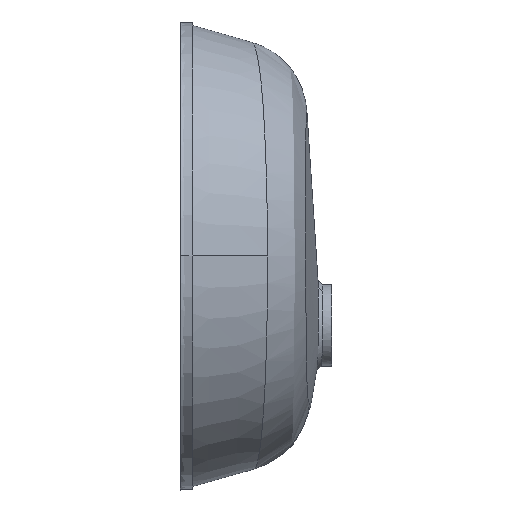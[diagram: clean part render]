
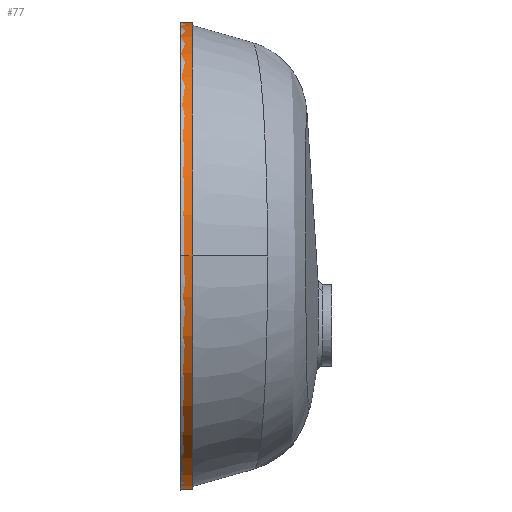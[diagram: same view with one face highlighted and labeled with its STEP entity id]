
A CAD part, left-side view. The second image highlights one B-rep face of the part: STEP entity #77.
In plain terms, the highlighted cylindrical face has radius 185 mm (diameter 370 mm), a partial arc.
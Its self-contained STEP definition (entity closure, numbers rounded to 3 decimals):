
#77 = ADVANCED_FACE ( 'NONE', ( #11181 ), #10834, .T. ) ;
#196 = CARTESIAN_POINT ( 'NONE',  ( -125., -10., 0. ) ) ;
#1123 = DIRECTION ( 'NONE',  ( 0., 1., 0. ) ) ;
#1147 = ORIENTED_EDGE ( 'NONE', *, *, #8789, .F. ) ;
#1368 = AXIS2_PLACEMENT_3D ( 'NONE', #7553, #1123, #8637 ) ;
#1514 = EDGE_CURVE ( 'NONE', #8611, #9670, #7291, .T. ) ;
#1757 = AXIS2_PLACEMENT_3D ( 'NONE', #196, #3435, #11974 ) ;
#1766 = CARTESIAN_POINT ( 'NONE',  ( -125., -10., 185. ) ) ;
#1810 = ORIENTED_EDGE ( 'NONE', *, *, #7713, .T. ) ;
#1896 = DIRECTION ( 'NONE',  ( 0., 0., 1. ) ) ;
#2020 = CARTESIAN_POINT ( 'NONE',  ( -125., -10., 185. ) ) ;
#2128 = DIRECTION ( 'NONE',  ( 0., 1., 0. ) ) ;
#2295 = VECTOR ( 'NONE', #3055, 1000. ) ;
#2419 = EDGE_CURVE ( 'NONE', #8611, #8488, #12341, .T. ) ;
#3055 = DIRECTION ( 'NONE',  ( 0., 1., 0. ) ) ;
#3276 = ORIENTED_EDGE ( 'NONE', *, *, #2419, .F. ) ;
#3435 = DIRECTION ( 'NONE',  ( 0., 1., 0. ) ) ;
#3816 = VERTEX_POINT ( 'NONE', #8997 ) ;
#4112 = VECTOR ( 'NONE', #2128, 1000. ) ;
#6372 = CARTESIAN_POINT ( 'NONE',  ( -125., -10., 0. ) ) ;
#7291 = CIRCLE ( 'NONE', #12127, 185. ) ;
#7318 = LINE ( 'NONE', #2020, #2295 ) ;
#7553 = CARTESIAN_POINT ( 'NONE',  ( -125., 0., 0. ) ) ;
#7713 = EDGE_CURVE ( 'NONE', #9670, #3816, #7318, .T. ) ;
#8190 = EDGE_LOOP ( 'NONE', ( #1147, #3276, #9349, #1810 ) ) ;
#8488 = VERTEX_POINT ( 'NONE', #10845 ) ;
#8611 = VERTEX_POINT ( 'NONE', #13882 ) ;
#8637 = DIRECTION ( 'NONE',  ( 0., 0., 1. ) ) ;
#8789 = EDGE_CURVE ( 'NONE', #8488, #3816, #11033, .T. ) ;
#8997 = CARTESIAN_POINT ( 'NONE',  ( -125., 0., 185. ) ) ;
#9349 = ORIENTED_EDGE ( 'NONE', *, *, #1514, .T. ) ;
#9670 = VERTEX_POINT ( 'NONE', #1766 ) ;
#10834 = CYLINDRICAL_SURFACE ( 'NONE', #1757, 185. ) ;
#10845 = CARTESIAN_POINT ( 'NONE',  ( -125., 0., -185. ) ) ;
#11033 = CIRCLE ( 'NONE', #1368, 185. ) ;
#11181 = FACE_OUTER_BOUND ( 'NONE', #8190, .T. ) ;
#11974 = DIRECTION ( 'NONE',  ( 0., 0., 1. ) ) ;
#12127 = AXIS2_PLACEMENT_3D ( 'NONE', #6372, #13870, #1896 ) ;
#12341 = LINE ( 'NONE', #13893, #4112 ) ;
#13870 = DIRECTION ( 'NONE',  ( 0., 1., 0. ) ) ;
#13882 = CARTESIAN_POINT ( 'NONE',  ( -125., -10., -185. ) ) ;
#13893 = CARTESIAN_POINT ( 'NONE',  ( -125., -10., -185. ) ) ;
